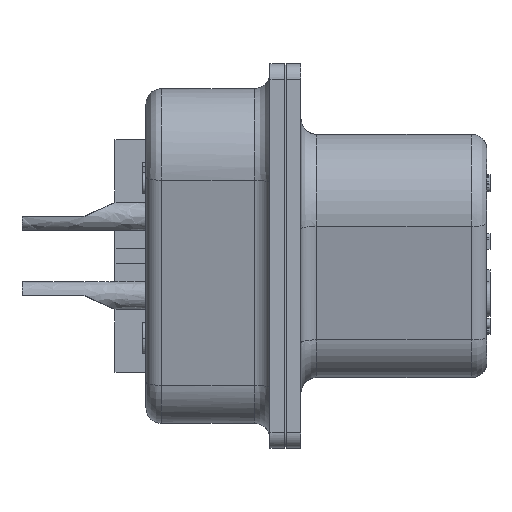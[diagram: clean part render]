
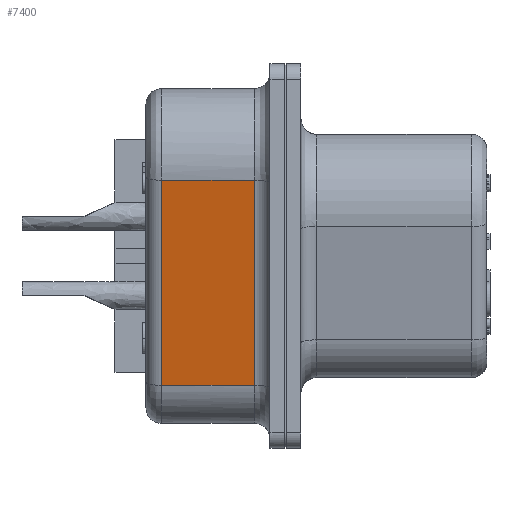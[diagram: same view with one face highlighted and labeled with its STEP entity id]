
A CAD part, left-side view. The second image highlights one B-rep face of the part: STEP entity #7400.
In plain terms, the highlighted free-form (B-spline) face has degree [1, 1] with [2, 2] control points.
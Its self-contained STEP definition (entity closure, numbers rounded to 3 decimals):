
#7400 = ADVANCED_FACE('',(#7401),#7431,.T.);
#7401 = FACE_BOUND('',#7402,.T.);
#7402 = EDGE_LOOP('',(#7403,#7412,#7419,#7426));
#7403 = ORIENTED_EDGE('',*,*,#7404,.T.);
#7404 = EDGE_CURVE('',#7405,#7407,#7409,.T.);
#7405 = VERTEX_POINT('',#7406);
#7406 = CARTESIAN_POINT('',(-11.385,5.536,
    -5.775));
#7407 = VERTEX_POINT('',#7408);
#7408 = CARTESIAN_POINT('',(-11.385,1.384,
    -5.775));
#7409 = B_SPLINE_CURVE_WITH_KNOTS('',1,(#7410,#7411),.UNSPECIFIED.,.F.,
  .F.,(2,2),(0.5,3.5),.PIECEWISE_BEZIER_KNOTS.);
#7410 = CARTESIAN_POINT('',(-11.385,5.536,
    -5.775));
#7411 = CARTESIAN_POINT('',(-11.385,1.384,
    -5.775));
#7412 = ORIENTED_EDGE('',*,*,#7413,.F.);
#7413 = EDGE_CURVE('',#7414,#7407,#7416,.T.);
#7414 = VERTEX_POINT('',#7415);
#7415 = CARTESIAN_POINT('',(-13.081,1.384,
    3.383));
#7416 = B_SPLINE_CURVE_WITH_KNOTS('',1,(#7417,#7418),.UNSPECIFIED.,.F.,
  .F.,(2,2),(0.,6.73),.PIECEWISE_BEZIER_KNOTS.);
#7417 = CARTESIAN_POINT('',(-13.081,1.384,
    3.383));
#7418 = CARTESIAN_POINT('',(-11.385,1.384,
    -5.775));
#7419 = ORIENTED_EDGE('',*,*,#7420,.F.);
#7420 = EDGE_CURVE('',#7421,#7414,#7423,.T.);
#7421 = VERTEX_POINT('',#7422);
#7422 = CARTESIAN_POINT('',(-13.081,5.536,
    3.383));
#7423 = B_SPLINE_CURVE_WITH_KNOTS('',1,(#7424,#7425),.UNSPECIFIED.,.F.,
  .F.,(2,2),(0.5,3.5),.PIECEWISE_BEZIER_KNOTS.);
#7424 = CARTESIAN_POINT('',(-13.081,5.536,
    3.383));
#7425 = CARTESIAN_POINT('',(-13.081,1.384,
    3.383));
#7426 = ORIENTED_EDGE('',*,*,#7427,.T.);
#7427 = EDGE_CURVE('',#7421,#7405,#7428,.T.);
#7428 = B_SPLINE_CURVE_WITH_KNOTS('',1,(#7429,#7430),.UNSPECIFIED.,.F.,
  .F.,(2,2),(-6.73,0.),.PIECEWISE_BEZIER_KNOTS.);
#7429 = CARTESIAN_POINT('',(-13.081,5.536,
    3.383));
#7430 = CARTESIAN_POINT('',(-11.385,5.536,
    -5.775));
#7431 = B_SPLINE_SURFACE_WITH_KNOTS('',1,1,(
    (#7432,#7433)
    ,(#7434,#7435
    )),.UNSPECIFIED.,.F.,.F.,.F.,(2,2),(2,2),(-9.736,
    -3.005),(-3.5,-0.5),.PIECEWISE_BEZIER_KNOTS.);
#7432 = CARTESIAN_POINT('',(-11.385,1.384,
    -5.775));
#7433 = CARTESIAN_POINT('',(-11.385,5.536,
    -5.775));
#7434 = CARTESIAN_POINT('',(-13.081,1.384,
    3.383));
#7435 = CARTESIAN_POINT('',(-13.081,5.536,
    3.383));
